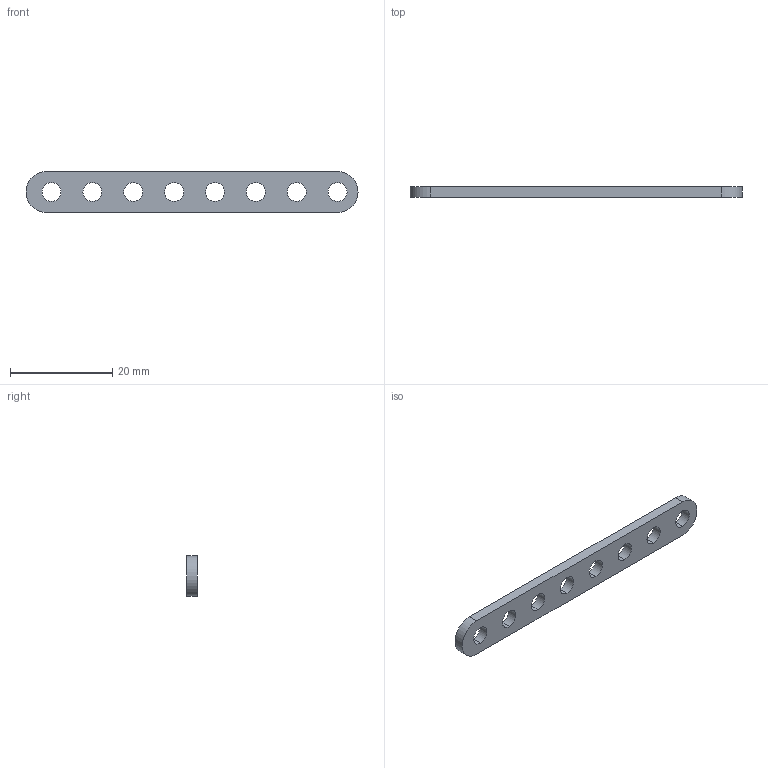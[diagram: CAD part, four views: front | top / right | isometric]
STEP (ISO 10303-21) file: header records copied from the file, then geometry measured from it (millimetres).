
FILE_DESCRIPTION (( 'STEP AP203' ), '1' );
FILE_NAME ('ShortStick_Half_sldprt.STEP', '2021-05-20T08:14:27', ( '' ), ( '' ), 'SwSTEP 2.0', 'SolidWorks 2020', '' );
FILE_SCHEMA (( 'CONFIG_CONTROL_DESIGN' ));
Length unit declared in the file: millimetre
Products named in the file (1): ShortStick_Half_sldprt
Bounding box: 65 x 2 x 8 mm (x, y, z)
Volume: 840.5 mm3; surface area: 1304.7 mm2
Topology: 1 solids, 1 shells, 22 faces, 60 edges, 40 vertices
Faces by surface type: cylinder 18, plane 4
Entity records: 829 total; most frequent: DIRECTION 142, CARTESIAN_POINT 123, ORIENTED_EDGE 120, EDGE_CURVE 60, AXIS2_PLACEMENT_3D 59, VERTEX_POINT 40, EDGE_LOOP 38, CIRCLE 36
